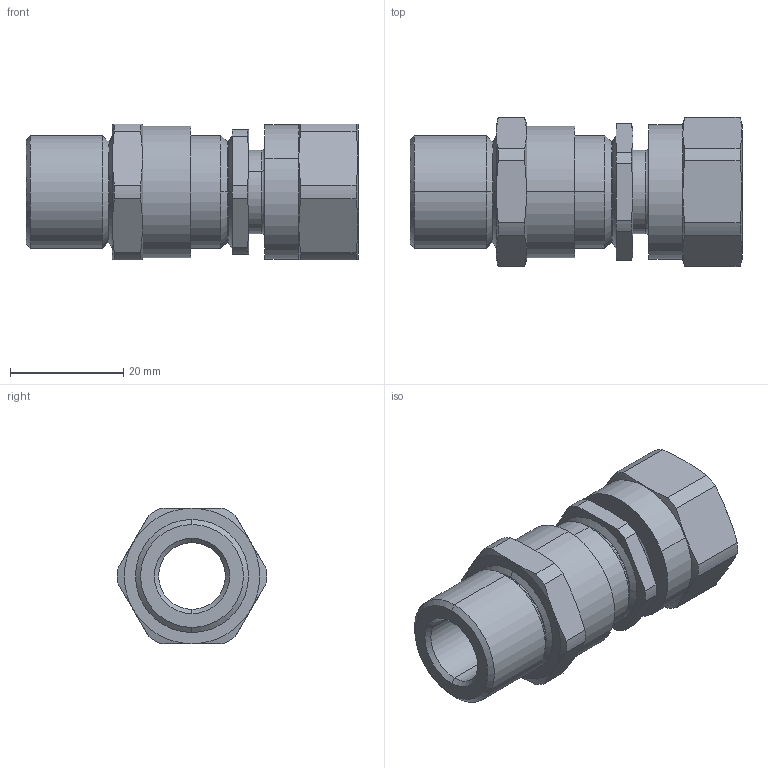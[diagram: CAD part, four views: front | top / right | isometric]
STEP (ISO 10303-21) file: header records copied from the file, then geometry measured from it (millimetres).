
FILE_DESCRIPTION (( 'STEP AP203' ), '1' );
FILE_NAME ('20SA2FRC1RA.STEP', '2017-09-22T11:50:52', ( '' ), ( '' ), 'SwSTEP 2.0', 'SolidWorks 2017', '' );
FILE_SCHEMA (( 'CONFIG_CONTROL_DESIGN' ));
Length unit declared in the file: millimetre
Products named in the file (1): 20SA2FRC1RA
Bounding box: 58.76 x 26.39 x 24 mm (x, y, z)
Surface area: 7595.2 mm2 (no closed solid volume)
Topology: 0 solids, 3 shells, 97 faces, 238 edges, 148 vertices
Faces by surface type: cylinder 36, cone 34, plane 25, torus 2
Entity records: 3015 total; most frequent: CARTESIAN_POINT 660, DIRECTION 494, ORIENTED_EDGE 464, EDGE_CURVE 238, AXIS2_PLACEMENT_3D 206, VERTEX_POINT 148, CIRCLE 108, EDGE_LOOP 104
